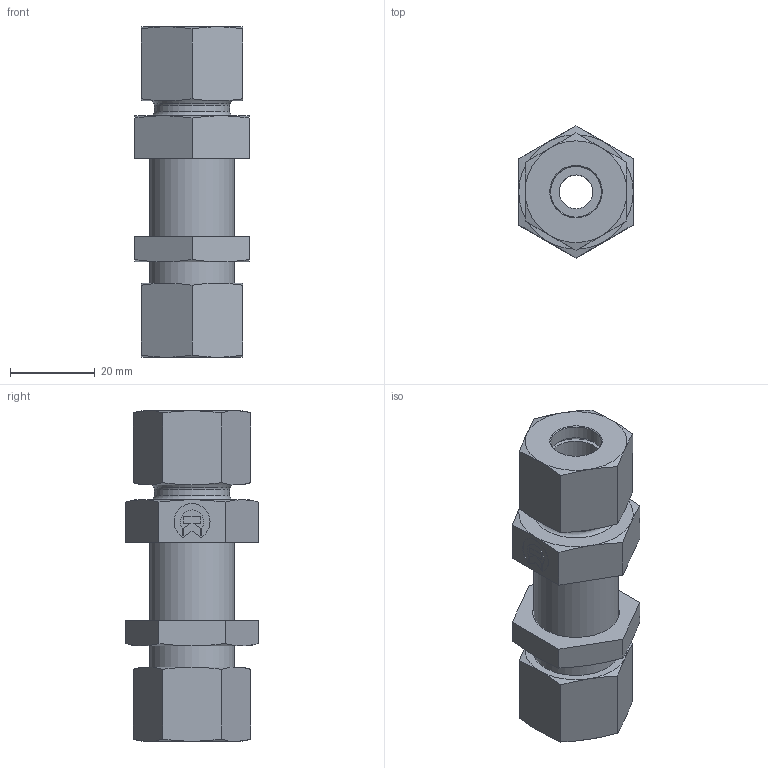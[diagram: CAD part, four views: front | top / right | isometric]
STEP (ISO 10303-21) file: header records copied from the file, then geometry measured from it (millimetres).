
FILE_DESCRIPTION((''),'2;1');
FILE_NAME('348122020.stp','2014-08-19T17:27:11',(''),('KNOMI spol. s r. o.'),'Autodesk Inventor 2012','Autodesk Inventor 2012','');
FILE_SCHEMA(('AUTOMOTIVE_DESIGN { 1 2 10303 214 0 1 1 1 }'));
Length unit declared in the file: millimetre
Products named in the file (5): PSP3K 12S   M20x1.5/M20x1; 338 12 2020; 40112; 3981220; 34 00 20
Assembly tree (6 placements, depth 2):
  PSP3K 12S   M20x1.5/M20x1
    338 12 2020
    40112  x2
    3981220  x2
    34 00 20
Bounding box: 27.01 x 31.18 x 78 mm (x, y, z)
Volume: 30495.7 mm3; surface area: 16285.8 mm2
Topology: 6 solids, 6 shells, 152 faces, 346 edges, 214 vertices
Faces by surface type: plane 70, cone 57, cylinder 21, torus 4
Full cylindrical faces by diameter (mm): 8 x1, 12 x6, 14.3 x2, 16 x2, 17.7 x1, 18.376 x3, 20 x2
Entity records: 3286 total; most frequent: CARTESIAN_POINT 614, DIRECTION 509, ORIENTED_EDGE 462, EDGE_CURVE 231, AXIS2_PLACEMENT_3D 198, EDGE_LOOP 162, VERTEX_POINT 159, STYLED_ITEM 119
